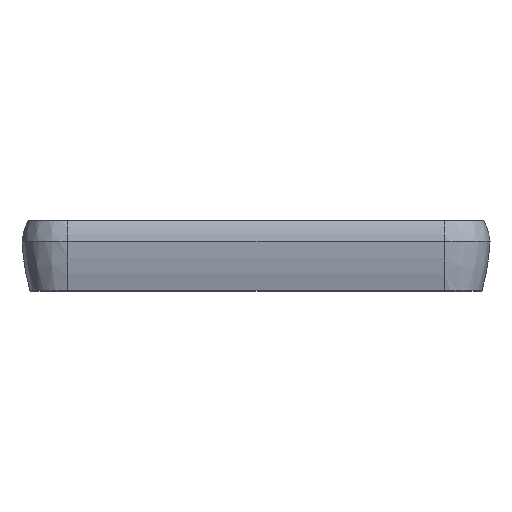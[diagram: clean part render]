
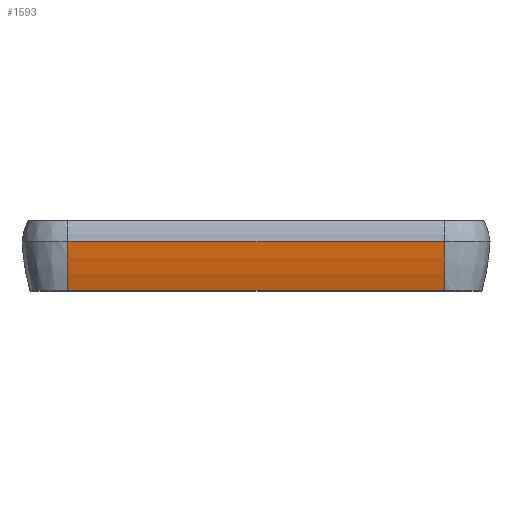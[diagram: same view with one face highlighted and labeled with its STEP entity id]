
A CAD part, left-side view. The second image highlights one B-rep face of the part: STEP entity #1593.
In plain terms, the highlighted cylindrical face has radius 25 mm (diameter 50 mm), a partial arc.
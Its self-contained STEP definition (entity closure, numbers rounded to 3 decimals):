
#197=CIRCLE('',#1746,25.);
#218=CIRCLE('',#1779,25.);
#339=VERTEX_POINT('',#2718);
#340=VERTEX_POINT('',#2720);
#353=VERTEX_POINT('',#2982);
#364=VERTEX_POINT('',#3071);
#432=VECTOR('',#2068,1.);
#452=VECTOR('',#2203,1.);
#528=LINE('',#2719,#432);
#548=LINE('',#3077,#452);
#706=EDGE_CURVE('',#339,#340,#528,.T.);
#747=EDGE_CURVE('',#353,#340,#197,.T.);
#769=EDGE_CURVE('',#353,#364,#548,.T.);
#774=EDGE_CURVE('',#339,#364,#218,.T.);
#1227=ORIENTED_EDGE('',*,*,#706,.F.);
#1228=ORIENTED_EDGE('',*,*,#774,.T.);
#1229=ORIENTED_EDGE('',*,*,#769,.F.);
#1230=ORIENTED_EDGE('',*,*,#747,.T.);
#1367=EDGE_LOOP('',(#1227,#1228,#1229,#1230));
#1501=FACE_BOUND('',#1367,.T.);
#1593=ADVANCED_FACE('',(#1501),#3266,.T.);
#1746=AXIS2_PLACEMENT_3D('',#2981,#2151,#2152);
#1779=AXIS2_PLACEMENT_3D('',#3212,#2218,#2219);
#1787=AXIS2_PLACEMENT_3D('',#3228,#2239,#2240);
#2068=DIRECTION('',(0.,1.,0.));
#2151=DIRECTION('',(0.,-1.,0.));
#2152=DIRECTION('',(-23.977,0.,-7.079));
#2203=DIRECTION('',(0.,-1.,0.));
#2218=DIRECTION('',(0.,1.,0.));
#2219=DIRECTION('',(-23.977,0.,-7.079));
#2239=DIRECTION('',(0.,1.,0.));
#2240=DIRECTION('',(-23.977,0.,-7.079));
#2718=CARTESIAN_POINT('',(-23.038,-10.249,-5.855));
#2719=CARTESIAN_POINT('',(-23.038,-10.249,-5.855));
#2720=CARTESIAN_POINT('',(-23.038,34.881,-5.855));
#2981=CARTESIAN_POINT('',(0.981,34.881,1.079));
#2982=CARTESIAN_POINT('',(-23.995,34.881,-0.015));
#3071=CARTESIAN_POINT('',(-23.995,-10.249,-0.015));
#3077=CARTESIAN_POINT('',(-23.995,34.881,-0.015));
#3212=CARTESIAN_POINT('',(0.981,-10.249,1.079));
#3228=CARTESIAN_POINT('',(0.981,-10.249,1.079));
#3266=CYLINDRICAL_SURFACE('',#1787,25.);
